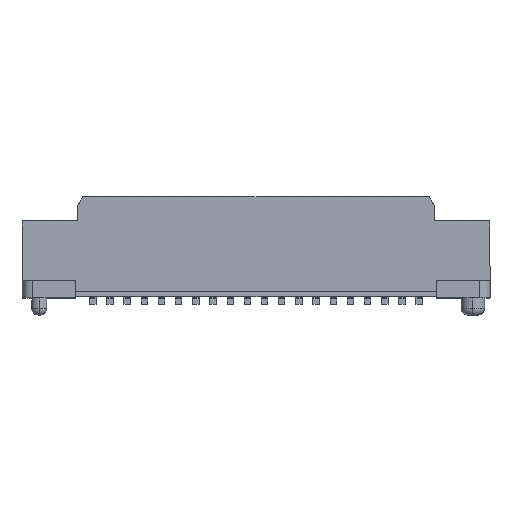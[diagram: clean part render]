
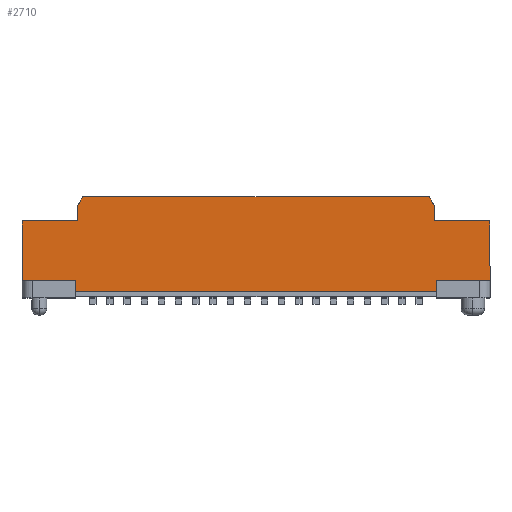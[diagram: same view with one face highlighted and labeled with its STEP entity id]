
A CAD part, top view. The second image highlights one B-rep face of the part: STEP entity #2710.
In plain terms, the highlighted planar face has unit normal (0, 0, 1).
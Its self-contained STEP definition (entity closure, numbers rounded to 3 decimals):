
#103 = VECTOR ( 'NONE', #9738, 1000. ) ;
#197 = ORIENTED_EDGE ( 'NONE', *, *, #809, .T. ) ;
#219 = DIRECTION ( 'NONE',  ( -0.5, 0.866, 0. ) ) ;
#237 = ORIENTED_EDGE ( 'NONE', *, *, #9513, .T. ) ;
#253 = VECTOR ( 'NONE', #6578, 1000. ) ;
#362 = CARTESIAN_POINT ( 'NONE',  ( 10.9, 27.366, 2.5 ) ) ;
#364 = DIRECTION ( 'NONE',  ( 1., 0., 0. ) ) ;
#427 = LINE ( 'NONE', #9440, #3002 ) ;
#459 = CARTESIAN_POINT ( 'NONE',  ( -8.4, 1.1, 2.5 ) ) ;
#488 = PLANE ( 'NONE',  #3240 ) ;
#496 = VERTEX_POINT ( 'NONE', #5006 ) ;
#593 = CARTESIAN_POINT ( 'NONE',  ( 6.354, 29.991, 2.5 ) ) ;
#748 = CARTESIAN_POINT ( 'NONE',  ( 10.9, 3.88, 2.5 ) ) ;
#781 = VERTEX_POINT ( 'NONE', #4613 ) ;
#784 = EDGE_CURVE ( 'NONE', #10156, #2071, #3824, .T. ) ;
#809 = EDGE_CURVE ( 'NONE', #8373, #7453, #7269, .T. ) ;
#1179 = LINE ( 'NONE', #7501, #5903 ) ;
#1273 = LINE ( 'NONE', #4569, #9645 ) ;
#1405 = FACE_OUTER_BOUND ( 'NONE', #10446, .T. ) ;
#1502 = LINE ( 'NONE', #748, #1972 ) ;
#1581 = CARTESIAN_POINT ( 'NONE',  ( 10.9, 5., 2.5 ) ) ;
#1582 = ORIENTED_EDGE ( 'NONE', *, *, #6414, .T. ) ;
#1597 = CARTESIAN_POINT ( 'NONE',  ( 8.325, 4.567, 2.5 ) ) ;
#1630 = EDGE_CURVE ( 'NONE', #6807, #1916, #8270, .T. ) ;
#1638 = CARTESIAN_POINT ( 'NONE',  ( 10.9, 3.88, 2.5 ) ) ;
#1687 = DIRECTION ( 'NONE',  ( 0., 1., 0. ) ) ;
#1768 = VECTOR ( 'NONE', #3118, 1000. ) ;
#1818 = EDGE_CURVE ( 'NONE', #2071, #8129, #1179, .T. ) ;
#1894 = CARTESIAN_POINT ( 'NONE',  ( -8.325, 27.366, 2.5 ) ) ;
#1916 = VERTEX_POINT ( 'NONE', #3671 ) ;
#1972 = VECTOR ( 'NONE', #8811, 1000. ) ;
#2071 = VERTEX_POINT ( 'NONE', #1597 ) ;
#2150 = ORIENTED_EDGE ( 'NONE', *, *, #9372, .T. ) ;
#2176 = ORIENTED_EDGE ( 'NONE', *, *, #6293, .T. ) ;
#2669 = CARTESIAN_POINT ( 'NONE',  ( -10.9, 3.88, 2.5 ) ) ;
#2710 = ADVANCED_FACE ( 'NONE', ( #1405 ), #488, .F. ) ;
#2714 = EDGE_CURVE ( 'NONE', #8757, #9746, #6349, .T. ) ;
#2757 = DIRECTION ( 'NONE',  ( 0., -1., 0. ) ) ;
#2841 = DIRECTION ( 'NONE',  ( 0., -1., 0. ) ) ;
#2882 = CARTESIAN_POINT ( 'NONE',  ( 8.4, 0.6, 2.5 ) ) ;
#3002 = VECTOR ( 'NONE', #2841, 1000. ) ;
#3118 = DIRECTION ( 'NONE',  ( 0., -1., 0. ) ) ;
#3236 = DIRECTION ( 'NONE',  ( 1., 0., 0. ) ) ;
#3240 = AXIS2_PLACEMENT_3D ( 'NONE', #7192, #10426, #5487 ) ;
#3482 = CARTESIAN_POINT ( 'NONE',  ( -8.325, 3.88, 2.5 ) ) ;
#3645 = EDGE_CURVE ( 'NONE', #7694, #7648, #5908, .T. ) ;
#3671 = CARTESIAN_POINT ( 'NONE',  ( 8.4, 1.1, 2.5 ) ) ;
#3824 = LINE ( 'NONE', #8299, #6392 ) ;
#3826 = VECTOR ( 'NONE', #3236, 1000. ) ;
#3854 = DIRECTION ( 'NONE',  ( -0.5, -0.866, 0. ) ) ;
#3875 = DIRECTION ( 'NONE',  ( 1., 0., 0. ) ) ;
#3953 = CARTESIAN_POINT ( 'NONE',  ( 8.4, 1.1, 2.5 ) ) ;
#4203 = ORIENTED_EDGE ( 'NONE', *, *, #1630, .T. ) ;
#4299 = VECTOR ( 'NONE', #2757, 1000. ) ;
#4569 = CARTESIAN_POINT ( 'NONE',  ( 10.9, 0.6, 2.5 ) ) ;
#4613 = CARTESIAN_POINT ( 'NONE',  ( -8.4, 0.6, 2.5 ) ) ;
#4902 = DIRECTION ( 'NONE',  ( 0., 1., 0. ) ) ;
#4940 = VECTOR ( 'NONE', #5151, 1000. ) ;
#5006 = CARTESIAN_POINT ( 'NONE',  ( -10.9, 1.1, 2.5 ) ) ;
#5151 = DIRECTION ( 'NONE',  ( 0., -1., 0. ) ) ;
#5209 = CARTESIAN_POINT ( 'NONE',  ( -8.075, 5., 2.5 ) ) ;
#5300 = EDGE_CURVE ( 'NONE', #9746, #8373, #6784, .T. ) ;
#5338 = VECTOR ( 'NONE', #3875, 1000. ) ;
#5487 = DIRECTION ( 'NONE',  ( -1., 0., 0. ) ) ;
#5511 = LINE ( 'NONE', #10345, #3826 ) ;
#5678 = ORIENTED_EDGE ( 'NONE', *, *, #5300, .T. ) ;
#5903 = VECTOR ( 'NONE', #219, 1000. ) ;
#5908 = LINE ( 'NONE', #362, #4940 ) ;
#6040 = EDGE_CURVE ( 'NONE', #7453, #496, #7965, .T. ) ;
#6293 = EDGE_CURVE ( 'NONE', #7948, #781, #427, .T. ) ;
#6349 = LINE ( 'NONE', #593, #8174 ) ;
#6392 = VECTOR ( 'NONE', #1687, 1000. ) ;
#6414 = EDGE_CURVE ( 'NONE', #7694, #10156, #1502, .T. ) ;
#6578 = DIRECTION ( 'NONE',  ( 1., 0., 0. ) ) ;
#6661 = EDGE_CURVE ( 'NONE', #781, #6807, #1273, .T. ) ;
#6784 = LINE ( 'NONE', #1894, #4299 ) ;
#6807 = VERTEX_POINT ( 'NONE', #2882 ) ;
#7100 = CARTESIAN_POINT ( 'NONE',  ( -8.325, 4.567, 2.5 ) ) ;
#7192 = CARTESIAN_POINT ( 'NONE',  ( 10.9, 27.366, 2.5 ) ) ;
#7269 = LINE ( 'NONE', #1638, #103 ) ;
#7279 = CARTESIAN_POINT ( 'NONE',  ( 10.9, 3.88, 2.5 ) ) ;
#7306 = CARTESIAN_POINT ( 'NONE',  ( -10.9, 27.366, 2.5 ) ) ;
#7377 = ORIENTED_EDGE ( 'NONE', *, *, #9364, .F. ) ;
#7453 = VERTEX_POINT ( 'NONE', #2669 ) ;
#7481 = LINE ( 'NONE', #7528, #253 ) ;
#7501 = CARTESIAN_POINT ( 'NONE',  ( -0.904, 20.551, 2.5 ) ) ;
#7528 = CARTESIAN_POINT ( 'NONE',  ( -10.4, 1.1, 2.5 ) ) ;
#7648 = VERTEX_POINT ( 'NONE', #9430 ) ;
#7694 = VERTEX_POINT ( 'NONE', #7279 ) ;
#7854 = CARTESIAN_POINT ( 'NONE',  ( 8.325, 3.88, 2.5 ) ) ;
#7919 = ORIENTED_EDGE ( 'NONE', *, *, #6661, .T. ) ;
#7948 = VERTEX_POINT ( 'NONE', #459 ) ;
#7965 = LINE ( 'NONE', #7306, #1768 ) ;
#8066 = ORIENTED_EDGE ( 'NONE', *, *, #2714, .T. ) ;
#8129 = VERTEX_POINT ( 'NONE', #8786 ) ;
#8174 = VECTOR ( 'NONE', #3854, 1000. ) ;
#8270 = LINE ( 'NONE', #3953, #8812 ) ;
#8299 = CARTESIAN_POINT ( 'NONE',  ( 8.325, 27.366, 2.5 ) ) ;
#8331 = ORIENTED_EDGE ( 'NONE', *, *, #1818, .T. ) ;
#8373 = VERTEX_POINT ( 'NONE', #3482 ) ;
#8757 = VERTEX_POINT ( 'NONE', #5209 ) ;
#8786 = CARTESIAN_POINT ( 'NONE',  ( 8.075, 5., 2.5 ) ) ;
#8811 = DIRECTION ( 'NONE',  ( -1., 0., 0. ) ) ;
#8812 = VECTOR ( 'NONE', #4902, 1000. ) ;
#9364 = EDGE_CURVE ( 'NONE', #8757, #8129, #9684, .T. ) ;
#9372 = EDGE_CURVE ( 'NONE', #1916, #7648, #5511, .T. ) ;
#9410 = ORIENTED_EDGE ( 'NONE', *, *, #784, .T. ) ;
#9430 = CARTESIAN_POINT ( 'NONE',  ( 10.9, 1.1, 2.5 ) ) ;
#9440 = CARTESIAN_POINT ( 'NONE',  ( -8.4, 1.1, 2.5 ) ) ;
#9513 = EDGE_CURVE ( 'NONE', #496, #7948, #7481, .T. ) ;
#9645 = VECTOR ( 'NONE', #364, 1000. ) ;
#9684 = LINE ( 'NONE', #1581, #5338 ) ;
#9705 = ORIENTED_EDGE ( 'NONE', *, *, #3645, .F. ) ;
#9738 = DIRECTION ( 'NONE',  ( -1., 0., 0. ) ) ;
#9746 = VERTEX_POINT ( 'NONE', #7100 ) ;
#10015 = ORIENTED_EDGE ( 'NONE', *, *, #6040, .T. ) ;
#10156 = VERTEX_POINT ( 'NONE', #7854 ) ;
#10345 = CARTESIAN_POINT ( 'NONE',  ( 10.4, 1.1, 2.5 ) ) ;
#10426 = DIRECTION ( 'NONE',  ( 0., 0., -1. ) ) ;
#10446 = EDGE_LOOP ( 'NONE', ( #7377, #8066, #5678, #197, #10015, #237, #2176, #7919, #4203, #2150, #9705, #1582, #9410, #8331 ) ) ;
